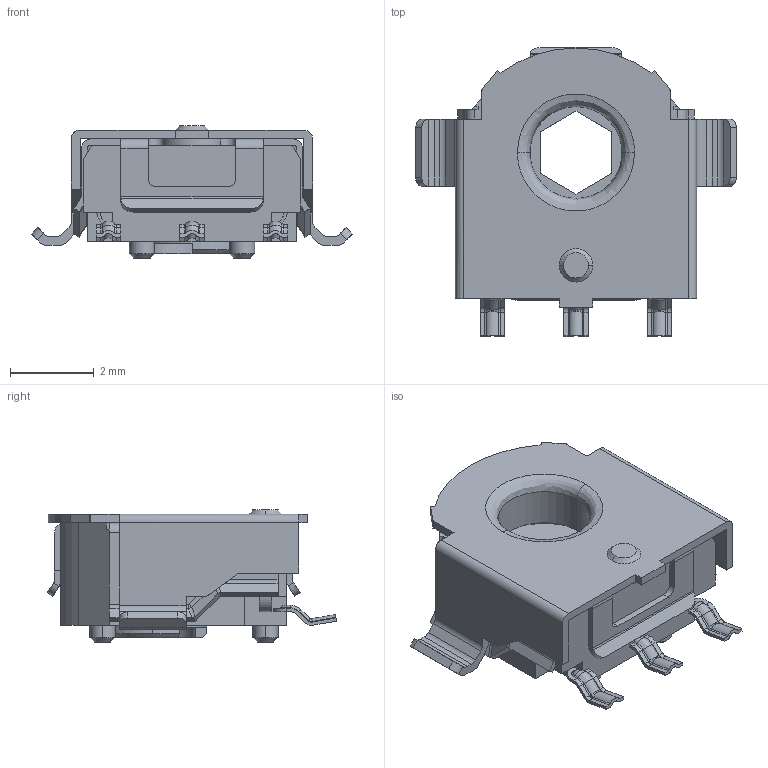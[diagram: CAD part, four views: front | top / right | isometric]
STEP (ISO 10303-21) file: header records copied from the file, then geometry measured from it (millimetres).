
FILE_DESCRIPTION (( 'STEP AP214' ), '1' );
FILE_NAME ('EC05E1220401.STEP', '2024-08-19T00:09:11', ( '' ), ( '' ), 'SwSTEP 2.0', 'SolidWorks 2024', '' );
FILE_SCHEMA (( 'AUTOMOTIVE_DESIGN' ));
Length unit declared in the file: inch
Products named in the file (1): EC05E1220401
Bounding box: 7.67 x 6.92 x 3.16 mm (x, y, z)
Volume: 50.7 mm3; surface area: 255.7 mm2
Topology: 1 solids, 1 shells, 464 faces, 1281 edges, 817 vertices
Faces by surface type: plane 208, cylinder 171, bspline 68, cone 17
Entity records: 20025 total; most frequent: CARTESIAN_POINT 5576, ORIENTED_EDGE 2552, DIRECTION 1799, EDGE_CURVE 1276, VERTEX_POINT 817, LINE 713, VECTOR 713, AXIS2_PLACEMENT_3D 543
